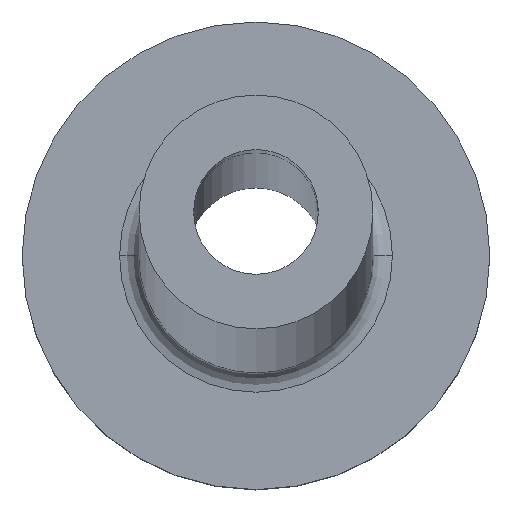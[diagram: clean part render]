
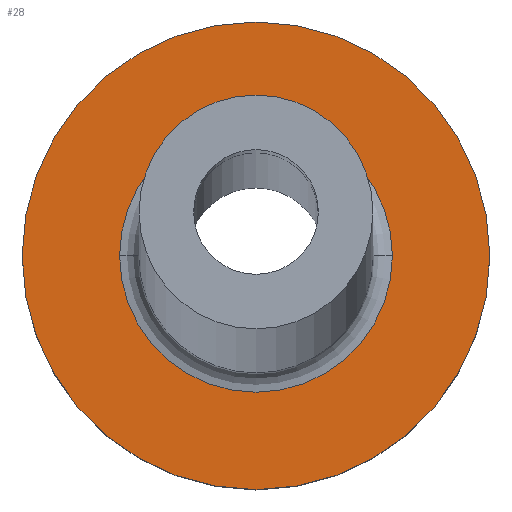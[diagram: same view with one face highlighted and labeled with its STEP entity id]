
A CAD part, top view. The second image highlights one B-rep face of the part: STEP entity #28.
In plain terms, the highlighted planar face has unit normal (0, 0, 1).
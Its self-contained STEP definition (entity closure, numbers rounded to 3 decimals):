
#18 = DIRECTION ( 'NONE',  ( 1., 0., 0. ) ) ;
#28 = ADVANCED_FACE ( 'NONE', ( #285, #37 ), #101, .T. ) ;
#37 = FACE_OUTER_BOUND ( 'NONE', #58, .T. ) ;
#56 = ORIENTED_EDGE ( 'NONE', *, *, #215, .T. ) ;
#58 = EDGE_LOOP ( 'NONE', ( #56, #445 ) ) ;
#59 = EDGE_CURVE ( 'NONE', #195, #200, #324, .T. ) ;
#66 = CARTESIAN_POINT ( 'NONE',  ( 0., 0., 5. ) ) ;
#83 = DIRECTION ( 'NONE',  ( 0., 0., 1. ) ) ;
#84 = CARTESIAN_POINT ( 'NONE',  ( 0., 0., 5. ) ) ;
#101 = PLANE ( 'NONE',  #439 ) ;
#109 = EDGE_LOOP ( 'NONE', ( #203, #448 ) ) ;
#114 = AXIS2_PLACEMENT_3D ( 'NONE', #432, #293, #152 ) ;
#141 = VERTEX_POINT ( 'NONE', #350 ) ;
#152 = DIRECTION ( 'NONE',  ( 1., 0., 0. ) ) ;
#153 = CARTESIAN_POINT ( 'NONE',  ( -3.5, 0., 5. ) ) ;
#184 = CARTESIAN_POINT ( 'NONE',  ( 3.5, 0., 5. ) ) ;
#187 = DIRECTION ( 'NONE',  ( 1., 0., 0. ) ) ;
#195 = VERTEX_POINT ( 'NONE', #153 ) ;
#199 = AXIS2_PLACEMENT_3D ( 'NONE', #281, #214, #242 ) ;
#200 = VERTEX_POINT ( 'NONE', #184 ) ;
#203 = ORIENTED_EDGE ( 'NONE', *, *, #227, .T. ) ;
#209 = DIRECTION ( 'NONE',  ( 1., 0., 0. ) ) ;
#214 = DIRECTION ( 'NONE',  ( 0., 0., -1. ) ) ;
#215 = EDGE_CURVE ( 'NONE', #391, #141, #460, .T. ) ;
#227 = EDGE_CURVE ( 'NONE', #200, #195, #389, .T. ) ;
#242 = DIRECTION ( 'NONE',  ( 1., 0., 0. ) ) ;
#265 = AXIS2_PLACEMENT_3D ( 'NONE', #363, #83, #187 ) ;
#281 = CARTESIAN_POINT ( 'NONE',  ( 0., 0., 5. ) ) ;
#285 = FACE_BOUND ( 'NONE', #109, .T. ) ;
#293 = DIRECTION ( 'NONE',  ( 0., 0., -1. ) ) ;
#308 = CIRCLE ( 'NONE', #427, 6. ) ;
#324 = CIRCLE ( 'NONE', #199, 3.5 ) ;
#350 = CARTESIAN_POINT ( 'NONE',  ( 6., 0., 5. ) ) ;
#363 = CARTESIAN_POINT ( 'NONE',  ( 0., 0., 5. ) ) ;
#385 = EDGE_CURVE ( 'NONE', #141, #391, #308, .T. ) ;
#389 = CIRCLE ( 'NONE', #114, 3.5 ) ;
#391 = VERTEX_POINT ( 'NONE', #454 ) ;
#427 = AXIS2_PLACEMENT_3D ( 'NONE', #84, #444, #18 ) ;
#429 = DIRECTION ( 'NONE',  ( 0., 0., 1. ) ) ;
#432 = CARTESIAN_POINT ( 'NONE',  ( 0., 0., 5. ) ) ;
#439 = AXIS2_PLACEMENT_3D ( 'NONE', #66, #429, #209 ) ;
#444 = DIRECTION ( 'NONE',  ( 0., 0., 1. ) ) ;
#445 = ORIENTED_EDGE ( 'NONE', *, *, #385, .T. ) ;
#448 = ORIENTED_EDGE ( 'NONE', *, *, #59, .T. ) ;
#454 = CARTESIAN_POINT ( 'NONE',  ( -6., 0., 5. ) ) ;
#460 = CIRCLE ( 'NONE', #265, 6. ) ;
